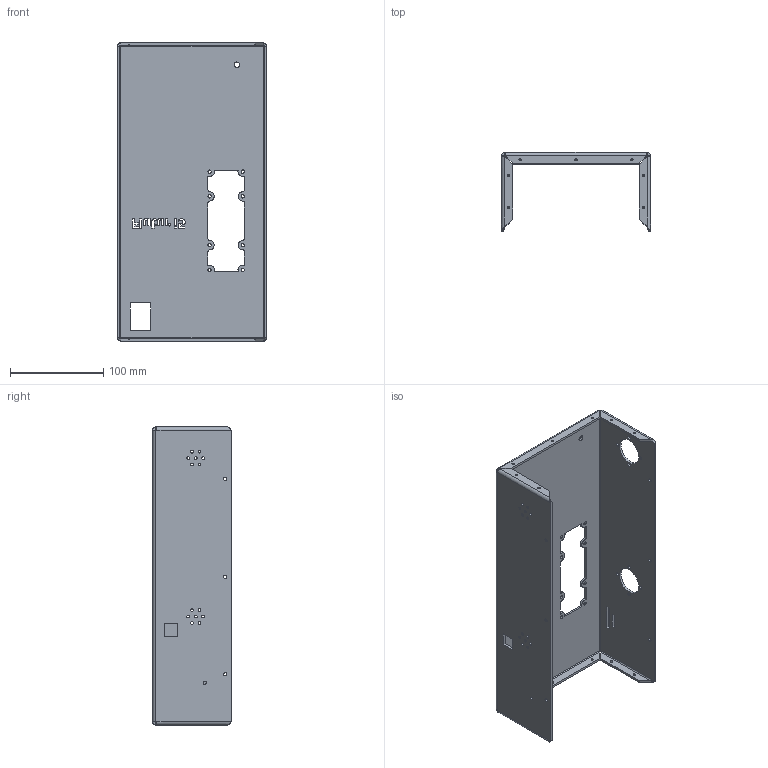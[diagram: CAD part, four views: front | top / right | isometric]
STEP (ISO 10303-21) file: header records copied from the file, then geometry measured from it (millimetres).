
Length unit declared in the file: millimetre
Products named in the file (1): Upper
Bounding box: 160 x 84.3 x 320 mm (x, y, z)
Volume: 251885.4 mm3; surface area: 208746.6 mm2
Topology: 1 solids, 1 shells, 263 faces, 723 edges, 462 vertices
Faces by surface type: plane 132, cylinder 86, bspline 45
Full cylindrical faces by diameter (mm): 2.459 x14, 3 x14, 3.3 x1, 3.5 x22, 6 x1, 29 x2
Entity records: 9153 total; most frequent: CARTESIAN_POINT 2373, ORIENTED_EDGE 1446, DIRECTION 1211, EDGE_CURVE 723, LINE 477, VECTOR 477, VERTEX_POINT 462, EDGE_LOOP 399
